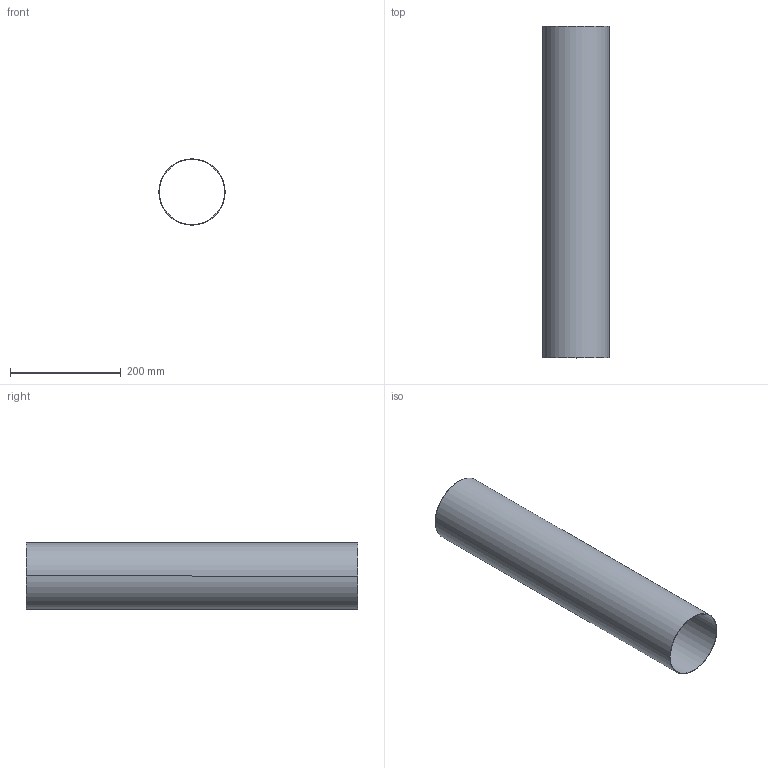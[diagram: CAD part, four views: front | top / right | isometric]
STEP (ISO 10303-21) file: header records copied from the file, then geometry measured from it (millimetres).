
FILE_DESCRIPTION(('CoCreate Modeling STEP Export'),'2;1');
FILE_NAME('pipe.stp','2008-07-11T12:42:45',(''),(''),'CoCreate Modeling STEP processor for AP214 (Solid Model)','CoCreate Modeling 17.00P0623 23-Jun-2008 (C) Parametric Technology GmbH','');
FILE_SCHEMA(('AUTOMOTIVE_DESIGN { 1 0 10303 214 1 1 1 1 }'));
Length unit declared in the file: millimetre
Products named in the file (2): 37569
Assembly tree (1 placements, depth 2):
  37569
    37569
Bounding box: 120 x 600 x 120 mm (x, y, z)
Volume: 224309.7 mm3; surface area: 449367.1 mm2
Topology: 1 solids, 1 shells, 6 faces, 12 edges, 8 vertices
Faces by surface type: cylinder 4, plane 2
Entity records: 183 total; most frequent: DIRECTION 24, ORIENTED_EDGE 24, CARTESIAN_POINT 22, EDGE_CURVE 12, AXIS2_PLACEMENT_3D 10, VERTEX_POINT 8, EDGE_LOOP 8, FACE_OUTER_BOUND 6
